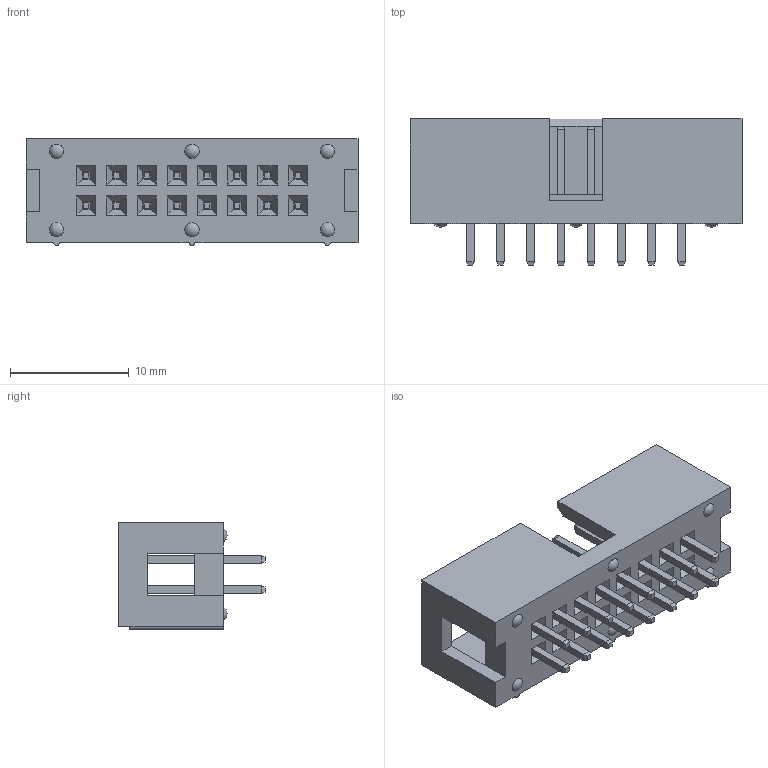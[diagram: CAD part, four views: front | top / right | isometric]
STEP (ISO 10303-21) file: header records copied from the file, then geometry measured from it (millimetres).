
FILE_DESCRIPTION(/* description */ (''),/* implementation_level */ '2;1');
FILE_NAME(/* name */ '137-16-1-xx.stp',/* time_stamp */ '2020-02-17T08:40:26+01:00',/* author */ ('andreas.larin'),/* organization */ (''),/* preprocessor_version */ 'ST-DEVELOPER v15.6',/* originating_system */ 'Autodesk Inventor 2015',/* authorisation */ '');
FILE_SCHEMA (('AUTOMOTIVE_DESIGN { 1 0 10303 214 3 1 1 }'));
Length unit declared in the file: millimetre
Products named in the file (1): 137-16-1-xx
Bounding box: 27.94 x 12.3 x 9 mm (x, y, z)
Volume: 1065.2 mm3; surface area: 1908.2 mm2
Topology: 1 solids, 1 shells, 393 faces, 877 edges, 520 vertices
Faces by surface type: plane 384, sphere 6, cylinder 3
Entity records: 10443 total; most frequent: CARTESIAN_POINT 1791, ORIENTED_EDGE 1754, DIRECTION 1677, EDGE_CURVE 877, LINE 865, VECTOR 865, VERTEX_POINT 520, EDGE_LOOP 431
